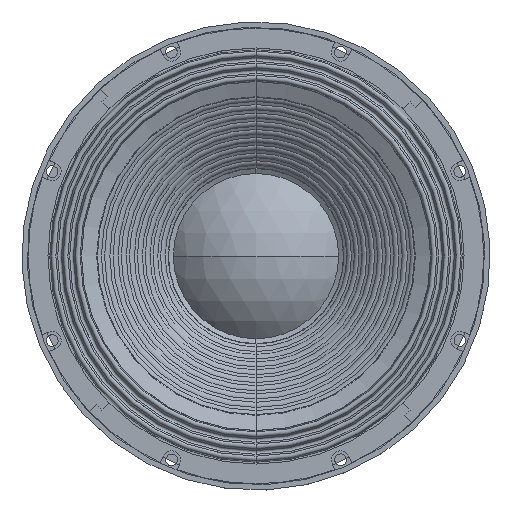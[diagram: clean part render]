
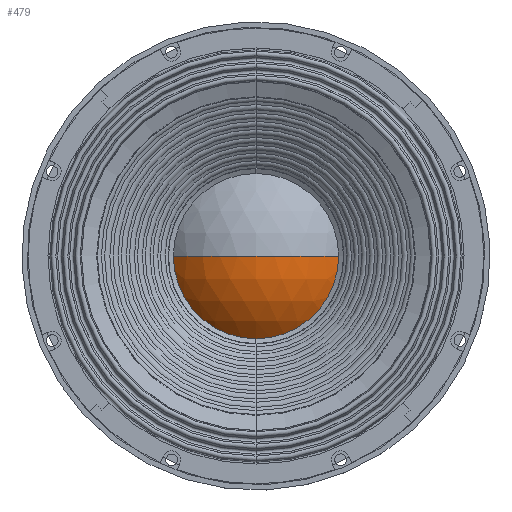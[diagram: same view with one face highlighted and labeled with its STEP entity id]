
A CAD part, top view. The second image highlights one B-rep face of the part: STEP entity #479.
In plain terms, the highlighted spherical face has radius 62.26 mm.
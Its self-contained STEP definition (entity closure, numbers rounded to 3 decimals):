
#479 = ADVANCED_FACE ( 'NONE', ( #11601 ), #20115, .T. ) ;
#700 = ORIENTED_EDGE ( 'NONE', *, *, #30734, .T. ) ;
#858 = CIRCLE ( 'NONE', #30586, 46.076 ) ;
#1360 = AXIS2_PLACEMENT_3D ( 'NONE', #19184, #25038, #11566 ) ;
#2239 = EDGE_CURVE ( 'NONE', #2610, #4147, #858, .T. ) ;
#2610 = VERTEX_POINT ( 'NONE', #18530 ) ;
#3842 = VERTEX_POINT ( 'NONE', #22096 ) ;
#4008 = CARTESIAN_POINT ( 'NONE',  ( 0., 0., 82.365 ) ) ;
#4147 = VERTEX_POINT ( 'NONE', #13356 ) ;
#4161 = EDGE_LOOP ( 'NONE', ( #12398, #700, #24261, #16472 ) ) ;
#4418 = AXIS2_PLACEMENT_3D ( 'NONE', #20290, #25603, #28545 ) ;
#6157 = AXIS2_PLACEMENT_3D ( 'NONE', #20926, #12607, #29540 ) ;
#7090 = DIRECTION ( 'NONE',  ( 0., 0., 1. ) ) ;
#7777 = CIRCLE ( 'NONE', #26965, 62.26 ) ;
#8361 = CARTESIAN_POINT ( 'NONE',  ( 0., 0., 40.493 ) ) ;
#11566 = DIRECTION ( 'NONE',  ( -1., 0., 0. ) ) ;
#11601 = FACE_OUTER_BOUND ( 'NONE', #4161, .T. ) ;
#12398 = ORIENTED_EDGE ( 'NONE', *, *, #2239, .T. ) ;
#12607 = DIRECTION ( 'NONE',  ( 0., 0., 1. ) ) ;
#13356 = CARTESIAN_POINT ( 'NONE',  ( 46.076, 0., 82.365 ) ) ;
#13687 = DIRECTION ( 'NONE',  ( 0., -1., 0. ) ) ;
#15158 = EDGE_CURVE ( 'NONE', #33355, #3842, #30515, .T. ) ;
#15903 = CARTESIAN_POINT ( 'NONE',  ( -46.076, 0., 82.365 ) ) ;
#16472 = ORIENTED_EDGE ( 'NONE', *, *, #16512, .T. ) ;
#16512 = EDGE_CURVE ( 'NONE', #33355, #2610, #28306, .T. ) ;
#18530 = CARTESIAN_POINT ( 'NONE',  ( 0., -46.076, 82.365 ) ) ;
#19184 = CARTESIAN_POINT ( 'NONE',  ( 0., 0., 40.493 ) ) ;
#20115 = SPHERICAL_SURFACE ( 'NONE', #4418, 62.26 ) ;
#20290 = CARTESIAN_POINT ( 'NONE',  ( 0., 0., 40.493 ) ) ;
#20926 = CARTESIAN_POINT ( 'NONE',  ( 0., 0., 82.365 ) ) ;
#22096 = CARTESIAN_POINT ( 'NONE',  ( 0., 0., 102.753 ) ) ;
#24261 = ORIENTED_EDGE ( 'NONE', *, *, #15158, .F. ) ;
#25038 = DIRECTION ( 'NONE',  ( 0., 1., 0. ) ) ;
#25603 = DIRECTION ( 'NONE',  ( 0., -1., 0. ) ) ;
#26965 = AXIS2_PLACEMENT_3D ( 'NONE', #8361, #13687, #28057 ) ;
#28057 = DIRECTION ( 'NONE',  ( 1., 0., 0. ) ) ;
#28306 = CIRCLE ( 'NONE', #6157, 46.076 ) ;
#28545 = DIRECTION ( 'NONE',  ( -1., 0., 0. ) ) ;
#29540 = DIRECTION ( 'NONE',  ( 0., -1., 0. ) ) ;
#30515 = CIRCLE ( 'NONE', #1360, 62.26 ) ;
#30586 = AXIS2_PLACEMENT_3D ( 'NONE', #4008, #7090, #32278 ) ;
#30734 = EDGE_CURVE ( 'NONE', #4147, #3842, #7777, .T. ) ;
#32278 = DIRECTION ( 'NONE',  ( 0., -1., 0. ) ) ;
#33355 = VERTEX_POINT ( 'NONE', #15903 ) ;
